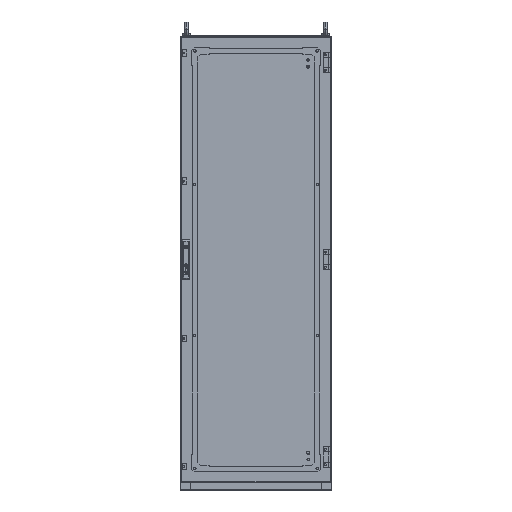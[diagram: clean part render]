
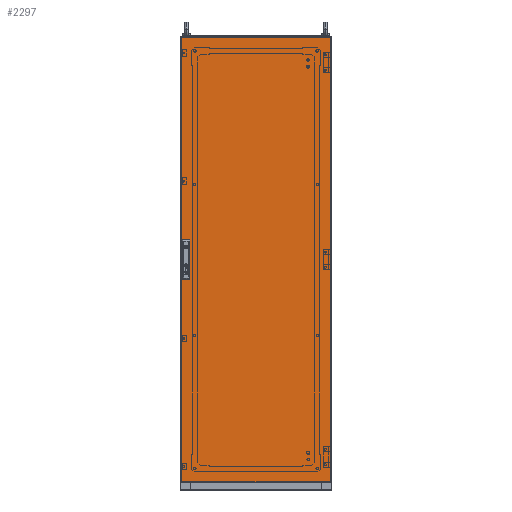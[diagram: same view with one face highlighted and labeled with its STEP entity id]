
A CAD part, top view. The second image highlights one B-rep face of the part: STEP entity #2297.
In plain terms, the highlighted planar face has unit normal (0, 0, 1).
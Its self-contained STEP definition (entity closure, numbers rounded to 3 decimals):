
#1042 = ORIENTED_EDGE ( 'NONE', *, *, #55684, .F. ) ;
#2297 = ADVANCED_FACE ( 'NONE', ( #57068, #30455, #31293 ), #96903, .T. ) ;
#3961 = ORIENTED_EDGE ( 'NONE', *, *, #50007, .F. ) ;
#10625 = EDGE_LOOP ( 'NONE', ( #3961, #111572, #36495, #121505 ) ) ;
#10700 = LINE ( 'NONE', #155895, #163310 ) ;
#11720 = CARTESIAN_POINT ( 'NONE',  ( -265.7, 38.5, 0. ) ) ;
#14823 = VERTEX_POINT ( 'NONE', #60402 ) ;
#17149 = DIRECTION ( 'NONE',  ( 0., 1., 0. ) ) ;
#17577 = DIRECTION ( 'NONE',  ( -1., 0., 0. ) ) ;
#17766 = EDGE_CURVE ( 'NONE', #147918, #64473, #108444, .T. ) ;
#18218 = VERTEX_POINT ( 'NONE', #132947 ) ;
#21618 = DIRECTION ( 'NONE',  ( 0., -1., 0. ) ) ;
#21977 = VECTOR ( 'NONE', #104274, 1000. ) ;
#22332 = ORIENTED_EDGE ( 'NONE', *, *, #154509, .T. ) ;
#23111 = CARTESIAN_POINT ( 'NONE',  ( 297., 897., 0. ) ) ;
#26089 = AXIS2_PLACEMENT_3D ( 'NONE', #96054, #110694, #123760 ) ;
#26662 = EDGE_CURVE ( 'NONE', #45782, #91508, #152247, .T. ) ;
#27787 = LINE ( 'NONE', #159061, #128187 ) ;
#29594 = VERTEX_POINT ( 'NONE', #167179 ) ;
#30455 = FACE_BOUND ( 'NONE', #109610, .T. ) ;
#31293 = FACE_OUTER_BOUND ( 'NONE', #80107, .T. ) ;
#32775 = ORIENTED_EDGE ( 'NONE', *, *, #110610, .T. ) ;
#34025 = VECTOR ( 'NONE', #17577, 1000. ) ;
#35808 = DIRECTION ( 'NONE',  ( 0., -1., 0. ) ) ;
#36059 = DIRECTION ( 'NONE',  ( 0., 1., 0. ) ) ;
#36495 = ORIENTED_EDGE ( 'NONE', *, *, #142681, .F. ) ;
#37104 = LINE ( 'NONE', #75045, #59508 ) ;
#40633 = EDGE_CURVE ( 'NONE', #64473, #18218, #109538, .T. ) ;
#42596 = LINE ( 'NONE', #95296, #34025 ) ;
#43572 = ORIENTED_EDGE ( 'NONE', *, *, #141590, .T. ) ;
#43907 = VERTEX_POINT ( 'NONE', #85386 ) ;
#45782 = VERTEX_POINT ( 'NONE', #130457 ) ;
#49020 = CARTESIAN_POINT ( 'NONE',  ( -297., 897., 0. ) ) ;
#50007 = EDGE_CURVE ( 'NONE', #95602, #45782, #27787, .T. ) ;
#54885 = CARTESIAN_POINT ( 'NONE',  ( -265.7, -11.5, 0. ) ) ;
#55684 = EDGE_CURVE ( 'NONE', #162445, #147918, #37104, .T. ) ;
#56522 = CARTESIAN_POINT ( 'NONE',  ( -290.7, 88.5, 0. ) ) ;
#57068 = FACE_BOUND ( 'NONE', #10625, .T. ) ;
#59508 = VECTOR ( 'NONE', #21618, 1000. ) ;
#60402 = CARTESIAN_POINT ( 'NONE',  ( -297., -870., 0. ) ) ;
#60448 = DIRECTION ( 'NONE',  ( 1., 0., 0. ) ) ;
#61061 = ORIENTED_EDGE ( 'NONE', *, *, #17766, .F. ) ;
#62212 = DIRECTION ( 'NONE',  ( 1., 0., 0. ) ) ;
#64473 = VERTEX_POINT ( 'NONE', #86894 ) ;
#70218 = ORIENTED_EDGE ( 'NONE', *, *, #40633, .F. ) ;
#72225 = CARTESIAN_POINT ( 'NONE',  ( -265.7, -61.5, 0. ) ) ;
#72701 = VECTOR ( 'NONE', #166695, 1000. ) ;
#74274 = LINE ( 'NONE', #165153, #131240 ) ;
#74348 = CARTESIAN_POINT ( 'NONE',  ( -265.7, 38.5, 0. ) ) ;
#75045 = CARTESIAN_POINT ( 'NONE',  ( -290.7, -61.5, 0. ) ) ;
#75804 = LINE ( 'NONE', #49020, #72701 ) ;
#76613 = VERTEX_POINT ( 'NONE', #90828 ) ;
#77455 = EDGE_CURVE ( 'NONE', #161679, #95602, #10700, .T. ) ;
#79146 = LINE ( 'NONE', #54885, #21977 ) ;
#80107 = EDGE_LOOP ( 'NONE', ( #32775, #98383, #22332, #43572 ) ) ;
#85386 = CARTESIAN_POINT ( 'NONE',  ( 297., -870., 0. ) ) ;
#86894 = CARTESIAN_POINT ( 'NONE',  ( -265.7, -61.5, 0. ) ) ;
#89546 = LINE ( 'NONE', #23111, #104599 ) ;
#90828 = CARTESIAN_POINT ( 'NONE',  ( -297., 897., 0. ) ) ;
#91508 = VERTEX_POINT ( 'NONE', #11720 ) ;
#95296 = CARTESIAN_POINT ( 'NONE',  ( -297., 897., 0. ) ) ;
#95602 = VERTEX_POINT ( 'NONE', #56522 ) ;
#96054 = CARTESIAN_POINT ( 'NONE',  ( 0., 0., 0. ) ) ;
#96903 = PLANE ( 'NONE',  #26089 ) ;
#97587 = VECTOR ( 'NONE', #17149, 1000. ) ;
#98383 = ORIENTED_EDGE ( 'NONE', *, *, #147640, .T. ) ;
#101087 = VECTOR ( 'NONE', #62212, 1000. ) ;
#104274 = DIRECTION ( 'NONE',  ( -1., 0., 0. ) ) ;
#104599 = VECTOR ( 'NONE', #36059, 1000. ) ;
#108444 = LINE ( 'NONE', #149947, #150567 ) ;
#109355 = DIRECTION ( 'NONE',  ( 0., 1., 0. ) ) ;
#109538 = LINE ( 'NONE', #72225, #97587 ) ;
#109610 = EDGE_LOOP ( 'NONE', ( #1042, #141581, #70218, #61061 ) ) ;
#110610 = EDGE_CURVE ( 'NONE', #76613, #14823, #75804, .T. ) ;
#110694 = DIRECTION ( 'NONE',  ( 0., 0., 1. ) ) ;
#111572 = ORIENTED_EDGE ( 'NONE', *, *, #77455, .F. ) ;
#113519 = CARTESIAN_POINT ( 'NONE',  ( -290.7, -11.5, 0. ) ) ;
#121505 = ORIENTED_EDGE ( 'NONE', *, *, #26662, .F. ) ;
#123760 = DIRECTION ( 'NONE',  ( 1., 0., 0. ) ) ;
#124962 = LINE ( 'NONE', #126713, #162457 ) ;
#126713 = CARTESIAN_POINT ( 'NONE',  ( -265.7, 38.5, 0. ) ) ;
#128187 = VECTOR ( 'NONE', #35808, 1000. ) ;
#130457 = CARTESIAN_POINT ( 'NONE',  ( -290.7, 38.5, 0. ) ) ;
#131240 = VECTOR ( 'NONE', #60448, 1000. ) ;
#132947 = CARTESIAN_POINT ( 'NONE',  ( -265.7, -11.5, 0. ) ) ;
#141581 = ORIENTED_EDGE ( 'NONE', *, *, #166823, .F. ) ;
#141590 = EDGE_CURVE ( 'NONE', #29594, #76613, #42596, .T. ) ;
#142083 = DIRECTION ( 'NONE',  ( -1., 0., 0. ) ) ;
#142681 = EDGE_CURVE ( 'NONE', #91508, #161679, #124962, .T. ) ;
#143902 = CARTESIAN_POINT ( 'NONE',  ( -290.7, -61.5, 0. ) ) ;
#147640 = EDGE_CURVE ( 'NONE', #14823, #43907, #74274, .T. ) ;
#147918 = VERTEX_POINT ( 'NONE', #143902 ) ;
#149947 = CARTESIAN_POINT ( 'NONE',  ( -265.7, -61.5, 0. ) ) ;
#150567 = VECTOR ( 'NONE', #162065, 1000. ) ;
#152247 = LINE ( 'NONE', #74348, #101087 ) ;
#154509 = EDGE_CURVE ( 'NONE', #43907, #29594, #89546, .T. ) ;
#155895 = CARTESIAN_POINT ( 'NONE',  ( -265.7, 88.5, 0. ) ) ;
#157389 = CARTESIAN_POINT ( 'NONE',  ( -265.7, 88.5, 0. ) ) ;
#159061 = CARTESIAN_POINT ( 'NONE',  ( -290.7, 38.5, 0. ) ) ;
#161679 = VERTEX_POINT ( 'NONE', #157389 ) ;
#162065 = DIRECTION ( 'NONE',  ( 1., 0., 0. ) ) ;
#162445 = VERTEX_POINT ( 'NONE', #113519 ) ;
#162457 = VECTOR ( 'NONE', #109355, 1000. ) ;
#163310 = VECTOR ( 'NONE', #142083, 1000. ) ;
#165153 = CARTESIAN_POINT ( 'NONE',  ( -297., -870., 0. ) ) ;
#166695 = DIRECTION ( 'NONE',  ( 0., -1., 0. ) ) ;
#166823 = EDGE_CURVE ( 'NONE', #18218, #162445, #79146, .T. ) ;
#167179 = CARTESIAN_POINT ( 'NONE',  ( 297., 897., 0. ) ) ;
